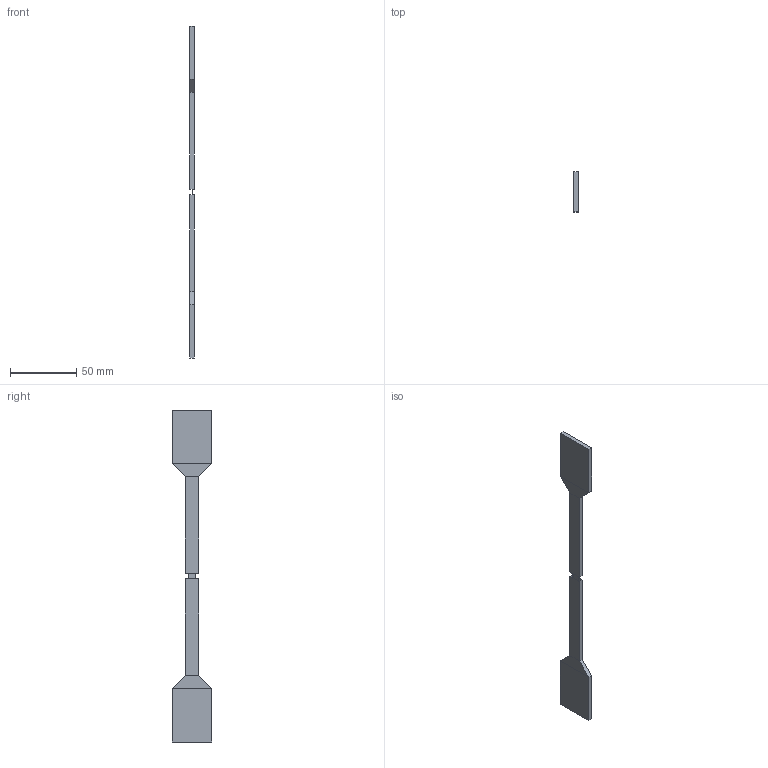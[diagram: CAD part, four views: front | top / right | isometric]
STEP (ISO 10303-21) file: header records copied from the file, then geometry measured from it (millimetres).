
FILE_DESCRIPTION(('STEP AP214'),'1');
FILE_NAME('Conductor.stp','2023-03-27T14:24:47',('Joris'),(' '),'Spatial InterOp 3D','CST ACIS InterOp Converter 2021',' ');
FILE_SCHEMA(('AUTOMOTIVE_DESIGN { 1 0 10303 214 1 1 1 1 }'));
Length unit declared in the file: millimetre
Products named in the file (1): L|Passive_1
Bounding box: 3.1 x 30 x 250 mm (x, y, z)
Surface area: 13478.6 mm2 (no closed solid volume)
Topology: 0 solids, 31 shells, 31 faces, 124 edges, 124 vertices
Faces by surface type: plane 31
Entity records: 1753 total; most frequent: CARTESIAN_POINT 310, DIRECTION 248, ORIENTED_EDGE 124, EDGE_CURVE 124, VERTEX_POINT 124, LINE 124, VECTOR 124, AXIS2_PLACEMENT_3D 62
